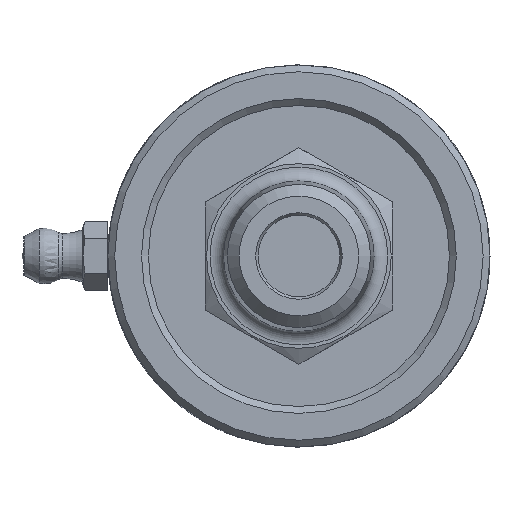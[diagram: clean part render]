
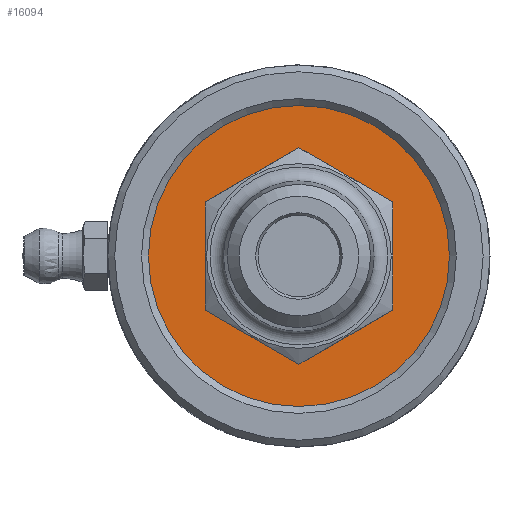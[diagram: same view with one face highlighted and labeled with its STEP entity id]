
A CAD part, left-side view. The second image highlights one B-rep face of the part: STEP entity #16094.
In plain terms, the highlighted planar face has unit normal (-1, 0, 0).
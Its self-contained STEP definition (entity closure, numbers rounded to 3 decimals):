
#197=FACE_BOUND('',#2457,.T.);
#456=PLANE('',#17185);
#1454=FACE_OUTER_BOUND('',#2456,.T.);
#2456=EDGE_LOOP('',(#13170));
#2457=EDGE_LOOP('',(#13171));
#3261=CIRCLE('',#17186,17.525);
#3262=CIRCLE('',#17187,9.575);
#7425=VERTEX_POINT('',#37211);
#7426=VERTEX_POINT('',#37213);
#9462=EDGE_CURVE('',#7425,#7425,#3261,.T.);
#9463=EDGE_CURVE('',#7426,#7426,#3262,.T.);
#13170=ORIENTED_EDGE('',*,*,#9462,.F.);
#13171=ORIENTED_EDGE('',*,*,#9463,.F.);
#16094=ADVANCED_FACE('',(#1454,#197),#456,.T.);
#17185=AXIS2_PLACEMENT_3D('',#37210,#19537,#19538);
#17186=AXIS2_PLACEMENT_3D('',#37212,#19539,#19540);
#17187=AXIS2_PLACEMENT_3D('',#37214,#19541,#19542);
#19537=DIRECTION('center_axis',(-1.,0.,0.));
#19538=DIRECTION('ref_axis',(0.,0.,1.));
#19539=DIRECTION('center_axis',(1.,0.,0.));
#19540=DIRECTION('ref_axis',(0.,1.,0.));
#19541=DIRECTION('center_axis',(-1.,0.,0.));
#19542=DIRECTION('ref_axis',(0.,1.,0.));
#37210=CARTESIAN_POINT('Origin',(2.31,18.59,0.));
#37211=CARTESIAN_POINT('',(2.31,-17.525,0.));
#37212=CARTESIAN_POINT('Origin',(2.31,0.,0.));
#37213=CARTESIAN_POINT('',(2.31,-9.575,0.));
#37214=CARTESIAN_POINT('Origin',(2.31,0.,0.));
